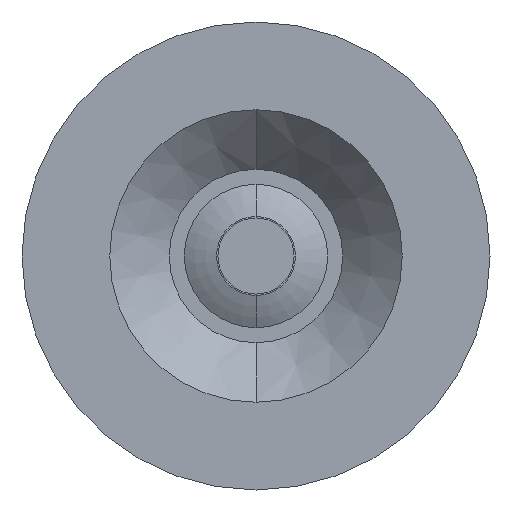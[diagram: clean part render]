
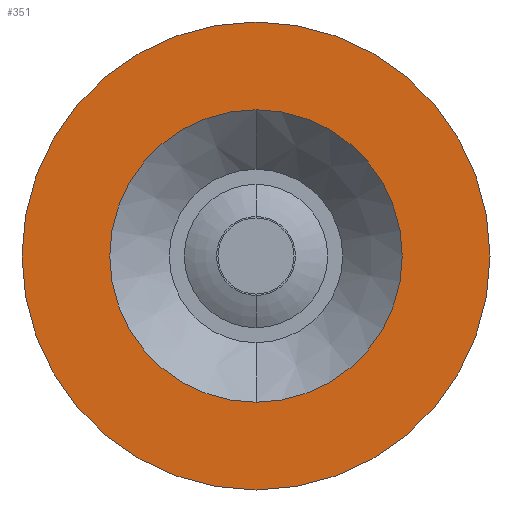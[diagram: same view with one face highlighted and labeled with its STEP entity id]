
A CAD part, front view. The second image highlights one B-rep face of the part: STEP entity #351.
In plain terms, the highlighted planar face has unit normal (0, -1, 0).
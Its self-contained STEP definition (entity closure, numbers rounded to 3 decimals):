
#19 = CARTESIAN_POINT ( 'NONE',  ( 0., 0., 40. ) ) ;
#52 = AXIS2_PLACEMENT_3D ( 'NONE', #1968, #1992, #1828 ) ;
#228 = EDGE_CURVE ( 'NONE', #304, #1290, #927, .T. ) ;
#304 = VERTEX_POINT ( 'NONE', #2036 ) ;
#351 = ADVANCED_FACE ( 'NONE', ( #353, #1355 ), #2082, .F. ) ;
#353 = FACE_BOUND ( 'NONE', #452, .T. ) ;
#374 = AXIS2_PLACEMENT_3D ( 'NONE', #2041, #1539, #1366 ) ;
#397 = CARTESIAN_POINT ( 'NONE',  ( -40., 0., 0. ) ) ;
#452 = EDGE_LOOP ( 'NONE', ( #905, #1132 ) ) ;
#639 = DIRECTION ( 'NONE',  ( 0., 0., 1. ) ) ;
#648 = VERTEX_POINT ( 'NONE', #985 ) ;
#723 = AXIS2_PLACEMENT_3D ( 'NONE', #397, #1066, #1240 ) ;
#797 = CARTESIAN_POINT ( 'NONE',  ( 0., 0., 0. ) ) ;
#831 = AXIS2_PLACEMENT_3D ( 'NONE', #2108, #1400, #1833 ) ;
#905 = ORIENTED_EDGE ( 'NONE', *, *, #1246, .T. ) ;
#927 = CIRCLE ( 'NONE', #831, 25. ) ;
#937 = ORIENTED_EDGE ( 'NONE', *, *, #1537, .T. ) ;
#985 = CARTESIAN_POINT ( 'NONE',  ( 0., 0., -40. ) ) ;
#1041 = CIRCLE ( 'NONE', #374, 40. ) ;
#1066 = DIRECTION ( 'NONE',  ( 0., 1., 0. ) ) ;
#1132 = ORIENTED_EDGE ( 'NONE', *, *, #228, .T. ) ;
#1133 = CARTESIAN_POINT ( 'NONE',  ( 0., 0., 25. ) ) ;
#1240 = DIRECTION ( 'NONE',  ( 0., 0., 1. ) ) ;
#1246 = EDGE_CURVE ( 'NONE', #1290, #304, #1661, .T. ) ;
#1290 = VERTEX_POINT ( 'NONE', #1133 ) ;
#1355 = FACE_OUTER_BOUND ( 'NONE', #1756, .T. ) ;
#1366 = DIRECTION ( 'NONE',  ( 0., 0., -1. ) ) ;
#1400 = DIRECTION ( 'NONE',  ( 0., 1., 0. ) ) ;
#1406 = CIRCLE ( 'NONE', #52, 40. ) ;
#1537 = EDGE_CURVE ( 'NONE', #648, #1970, #1406, .T. ) ;
#1539 = DIRECTION ( 'NONE',  ( 0., -1., 0. ) ) ;
#1661 = CIRCLE ( 'NONE', #1947, 25. ) ;
#1685 = DIRECTION ( 'NONE',  ( 0., 1., 0. ) ) ;
#1756 = EDGE_LOOP ( 'NONE', ( #937, #1955 ) ) ;
#1828 = DIRECTION ( 'NONE',  ( 0., 0., -1. ) ) ;
#1833 = DIRECTION ( 'NONE',  ( 0., 0., 1. ) ) ;
#1947 = AXIS2_PLACEMENT_3D ( 'NONE', #797, #1685, #639 ) ;
#1954 = EDGE_CURVE ( 'NONE', #1970, #648, #1041, .T. ) ;
#1955 = ORIENTED_EDGE ( 'NONE', *, *, #1954, .T. ) ;
#1968 = CARTESIAN_POINT ( 'NONE',  ( 0., 0., 0. ) ) ;
#1970 = VERTEX_POINT ( 'NONE', #19 ) ;
#1992 = DIRECTION ( 'NONE',  ( 0., -1., 0. ) ) ;
#2036 = CARTESIAN_POINT ( 'NONE',  ( 0., 0., -25. ) ) ;
#2041 = CARTESIAN_POINT ( 'NONE',  ( 0., 0., 0. ) ) ;
#2082 = PLANE ( 'NONE',  #723 ) ;
#2108 = CARTESIAN_POINT ( 'NONE',  ( 0., 0., 0. ) ) ;
